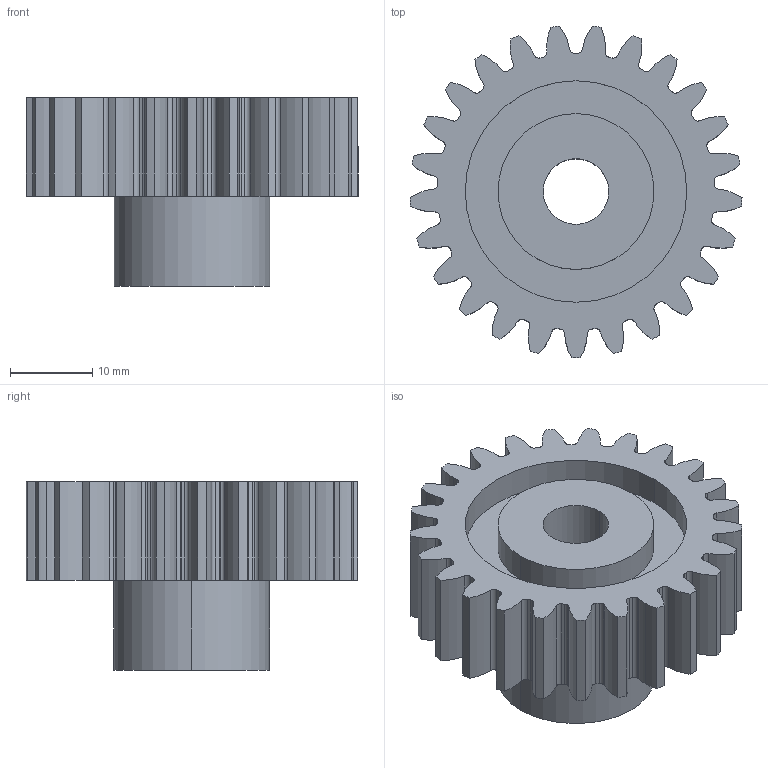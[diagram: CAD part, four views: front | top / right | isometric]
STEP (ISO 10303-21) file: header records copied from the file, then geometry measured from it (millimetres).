
FILE_DESCRIPTION (( 'STEP AP214' ), '1' );
FILE_NAME ('119-015-025.step', '2010-07-19T15:37:52', ( 'WMH Herion Antriebstechnik GmbH' ), ( 'WMH Herion Antriebstechnik GmbH' ), 'SwSTEP 2.0', 'SolidWorks 2010', '' );
FILE_SCHEMA (( 'AUTOMOTIVE_DESIGN' ));
Length unit declared in the file: millimetre
Products named in the file (1): 119-015-025
Bounding box: 40.47 x 40.4 x 23 mm (x, y, z)
Volume: 13018.5 mm3; surface area: 7113.9 mm2
Topology: 1 solids, 1 shells, 181 faces, 525 edges, 350 vertices
Faces by surface type: cylinder 175, plane 6
Entity records: 6227 total; most frequent: DIRECTION 1239, CARTESIAN_POINT 1057, ORIENTED_EDGE 1050, AXIS2_PLACEMENT_3D 532, EDGE_CURVE 525, CIRCLE 350, VERTEX_POINT 350, EDGE_LOOP 187
